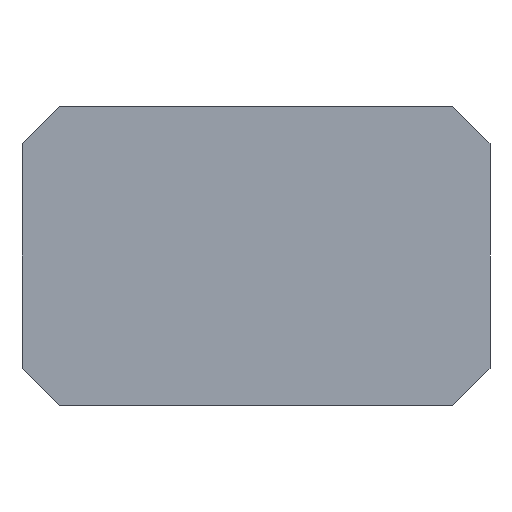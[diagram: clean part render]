
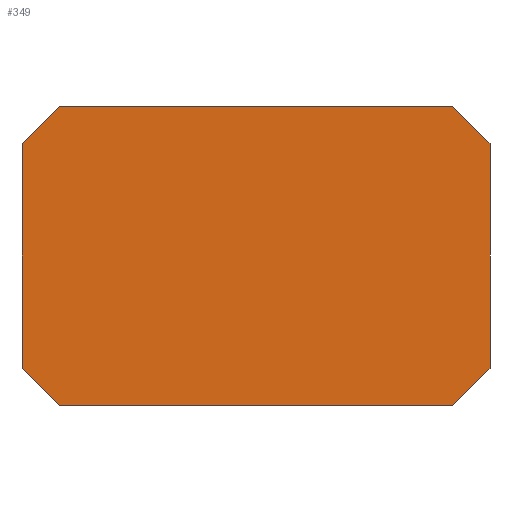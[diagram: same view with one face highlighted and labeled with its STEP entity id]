
A CAD part, front view. The second image highlights one B-rep face of the part: STEP entity #349.
In plain terms, the highlighted planar face has unit normal (0, -1, 0).
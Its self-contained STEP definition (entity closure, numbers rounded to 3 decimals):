
#17=FACE_OUTER_BOUND('',#37,.T.);
#37=EDGE_LOOP('',(#233,#234,#235,#236,#237,#238,#239,#240));
#57=LINE('',#498,#105);
#58=LINE('',#500,#106);
#59=LINE('',#502,#107);
#60=LINE('',#504,#108);
#61=LINE('',#506,#109);
#62=LINE('',#508,#110);
#63=LINE('',#510,#111);
#64=LINE('',#511,#112);
#105=VECTOR('',#408,10.);
#106=VECTOR('',#409,10.);
#107=VECTOR('',#410,10.);
#108=VECTOR('',#411,10.);
#109=VECTOR('',#412,10.);
#110=VECTOR('',#413,10.);
#111=VECTOR('',#414,10.);
#112=VECTOR('',#415,10.);
#153=VERTEX_POINT('',#496);
#154=VERTEX_POINT('',#497);
#155=VERTEX_POINT('',#499);
#156=VERTEX_POINT('',#501);
#157=VERTEX_POINT('',#503);
#158=VERTEX_POINT('',#505);
#159=VERTEX_POINT('',#507);
#160=VERTEX_POINT('',#509);
#185=EDGE_CURVE('',#153,#154,#57,.T.);
#186=EDGE_CURVE('',#153,#155,#58,.T.);
#187=EDGE_CURVE('',#156,#155,#59,.T.);
#188=EDGE_CURVE('',#156,#157,#60,.T.);
#189=EDGE_CURVE('',#158,#157,#61,.T.);
#190=EDGE_CURVE('',#158,#159,#62,.T.);
#191=EDGE_CURVE('',#160,#159,#63,.T.);
#192=EDGE_CURVE('',#160,#154,#64,.T.);
#233=ORIENTED_EDGE('',*,*,#185,.F.);
#234=ORIENTED_EDGE('',*,*,#186,.T.);
#235=ORIENTED_EDGE('',*,*,#187,.F.);
#236=ORIENTED_EDGE('',*,*,#188,.T.);
#237=ORIENTED_EDGE('',*,*,#189,.F.);
#238=ORIENTED_EDGE('',*,*,#190,.T.);
#239=ORIENTED_EDGE('',*,*,#191,.F.);
#240=ORIENTED_EDGE('',*,*,#192,.T.);
#329=PLANE('',#384);
#349=ADVANCED_FACE('',(#17),#329,.T.);
#384=AXIS2_PLACEMENT_3D('',#495,#406,#407);
#406=DIRECTION('center_axis',(0.,-1.,0.));
#407=DIRECTION('ref_axis',(0.,0.,-1.));
#408=DIRECTION('',(-0.707,0.,0.707));
#409=DIRECTION('',(1.,0.,0.));
#410=DIRECTION('',(-0.707,0.,-0.707));
#411=DIRECTION('',(0.,0.,1.));
#412=DIRECTION('',(0.707,0.,-0.707));
#413=DIRECTION('',(-1.,0.,0.));
#414=DIRECTION('',(0.707,0.,0.707));
#415=DIRECTION('',(0.,0.,-1.));
#495=CARTESIAN_POINT('Origin',(0.,-1.,0.));
#496=CARTESIAN_POINT('',(-2.1,-1.,-1.6));
#497=CARTESIAN_POINT('',(-2.5,-1.,-1.2));
#498=CARTESIAN_POINT('',(-2.075,-1.,-1.625));
#499=CARTESIAN_POINT('',(2.1,-1.,-1.6));
#500=CARTESIAN_POINT('',(-2.5,-1.,-1.6));
#501=CARTESIAN_POINT('',(2.5,-1.,-1.2));
#502=CARTESIAN_POINT('',(2.075,-1.,-1.625));
#503=CARTESIAN_POINT('',(2.5,-1.,1.2));
#504=CARTESIAN_POINT('',(2.5,-1.,-1.6));
#505=CARTESIAN_POINT('',(2.1,-1.,1.6));
#506=CARTESIAN_POINT('',(2.075,-1.,1.625));
#507=CARTESIAN_POINT('',(-2.1,-1.,1.6));
#508=CARTESIAN_POINT('',(2.5,-1.,1.6));
#509=CARTESIAN_POINT('',(-2.5,-1.,1.2));
#510=CARTESIAN_POINT('',(-2.075,-1.,1.625));
#511=CARTESIAN_POINT('',(-2.5,-1.,1.6));
